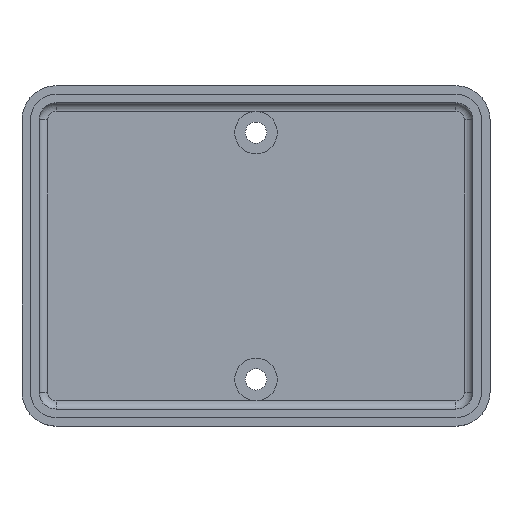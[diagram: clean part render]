
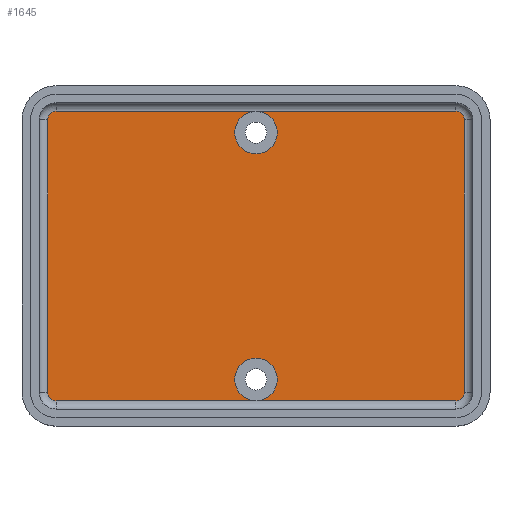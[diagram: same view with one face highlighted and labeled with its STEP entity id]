
A CAD part, top view. The second image highlights one B-rep face of the part: STEP entity #1645.
In plain terms, the highlighted planar face has unit normal (0, 0, 1).
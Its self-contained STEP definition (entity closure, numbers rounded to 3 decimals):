
#1306 = VERTEX_POINT('',#1307);
#1307 = CARTESIAN_POINT('',(-23.5,-17.,-4.6));
#1316 = VERTEX_POINT('',#1317);
#1317 = CARTESIAN_POINT('',(-24.5,-16.,-4.6));
#1324 = EDGE_CURVE('',#1306,#1316,#1325,.T.);
#1325 = CIRCLE('',#1326,1.);
#1326 = AXIS2_PLACEMENT_3D('',#1327,#1328,#1329);
#1327 = CARTESIAN_POINT('',(-23.5,-16.,-4.6));
#1328 = DIRECTION('',(-0.,0.,-1.));
#1329 = DIRECTION('',(0.,-1.,0.));
#1340 = VERTEX_POINT('',#1341);
#1341 = CARTESIAN_POINT('',(23.5,-17.,-4.6));
#1348 = EDGE_CURVE('',#1340,#1349,#1351,.T.);
#1349 = VERTEX_POINT('',#1350);
#1350 = CARTESIAN_POINT('',(0.,-17.,-4.6));
#1351 = LINE('',#1352,#1353);
#1352 = CARTESIAN_POINT('',(23.5,-17.,-4.6));
#1353 = VECTOR('',#1354,1.);
#1354 = DIRECTION('',(-1.,-0.,-0.));
#1356 = EDGE_CURVE('',#1349,#1306,#1357,.T.);
#1357 = LINE('',#1358,#1359);
#1358 = CARTESIAN_POINT('',(23.5,-17.,-4.6));
#1359 = VECTOR('',#1360,1.);
#1360 = DIRECTION('',(-1.,-0.,-0.));
#1373 = VERTEX_POINT('',#1374);
#1374 = CARTESIAN_POINT('',(24.5,-16.,-4.6));
#1383 = EDGE_CURVE('',#1373,#1340,#1384,.T.);
#1384 = CIRCLE('',#1385,1.);
#1385 = AXIS2_PLACEMENT_3D('',#1386,#1387,#1388);
#1386 = CARTESIAN_POINT('',(23.5,-16.,-4.6));
#1387 = DIRECTION('',(0.,0.,-1.));
#1388 = DIRECTION('',(1.,0.,0.));
#1399 = VERTEX_POINT('',#1400);
#1400 = CARTESIAN_POINT('',(24.5,16.,-4.6));
#1407 = EDGE_CURVE('',#1399,#1373,#1408,.T.);
#1408 = LINE('',#1409,#1410);
#1409 = CARTESIAN_POINT('',(24.5,16.,-4.6));
#1410 = VECTOR('',#1411,1.);
#1411 = DIRECTION('',(-0.,-1.,-0.));
#1424 = VERTEX_POINT('',#1425);
#1425 = CARTESIAN_POINT('',(23.5,17.,-4.6));
#1434 = EDGE_CURVE('',#1424,#1399,#1435,.T.);
#1435 = CIRCLE('',#1436,1.);
#1436 = AXIS2_PLACEMENT_3D('',#1437,#1438,#1439);
#1437 = CARTESIAN_POINT('',(23.5,16.,-4.6));
#1438 = DIRECTION('',(0.,0.,-1.));
#1439 = DIRECTION('',(0.,1.,0.));
#1450 = VERTEX_POINT('',#1451);
#1451 = CARTESIAN_POINT('',(-23.5,17.,-4.6));
#1458 = EDGE_CURVE('',#1450,#1459,#1461,.T.);
#1459 = VERTEX_POINT('',#1460);
#1460 = CARTESIAN_POINT('',(0.,17.,-4.6));
#1461 = LINE('',#1462,#1463);
#1462 = CARTESIAN_POINT('',(-23.5,17.,-4.6));
#1463 = VECTOR('',#1464,1.);
#1464 = DIRECTION('',(1.,0.,0.));
#1466 = EDGE_CURVE('',#1459,#1424,#1467,.T.);
#1467 = LINE('',#1468,#1469);
#1468 = CARTESIAN_POINT('',(-23.5,17.,-4.6));
#1469 = VECTOR('',#1470,1.);
#1470 = DIRECTION('',(1.,0.,0.));
#1483 = VERTEX_POINT('',#1484);
#1484 = CARTESIAN_POINT('',(-24.5,16.,-4.6));
#1493 = EDGE_CURVE('',#1483,#1450,#1494,.T.);
#1494 = CIRCLE('',#1495,1.);
#1495 = AXIS2_PLACEMENT_3D('',#1496,#1497,#1498);
#1496 = CARTESIAN_POINT('',(-23.5,16.,-4.6));
#1497 = DIRECTION('',(0.,0.,-1.));
#1498 = DIRECTION('',(-1.,0.,0.));
#1509 = EDGE_CURVE('',#1316,#1483,#1510,.T.);
#1510 = LINE('',#1511,#1512);
#1511 = CARTESIAN_POINT('',(-24.5,-16.,-4.6));
#1512 = VECTOR('',#1513,1.);
#1513 = DIRECTION('',(0.,1.,0.));
#1645 = ADVANCED_FACE('',(#1646,#1658,#1676),#1694,.T.);
#1646 = FACE_BOUND('',#1647,.T.);
#1647 = EDGE_LOOP('',(#1648,#1649,#1650,#1651,#1652,#1653,#1654,#1655,
    #1656,#1657));
#1648 = ORIENTED_EDGE('',*,*,#1509,.F.);
#1649 = ORIENTED_EDGE('',*,*,#1324,.F.);
#1650 = ORIENTED_EDGE('',*,*,#1356,.F.);
#1651 = ORIENTED_EDGE('',*,*,#1348,.F.);
#1652 = ORIENTED_EDGE('',*,*,#1383,.F.);
#1653 = ORIENTED_EDGE('',*,*,#1407,.F.);
#1654 = ORIENTED_EDGE('',*,*,#1434,.F.);
#1655 = ORIENTED_EDGE('',*,*,#1466,.F.);
#1656 = ORIENTED_EDGE('',*,*,#1458,.F.);
#1657 = ORIENTED_EDGE('',*,*,#1493,.F.);
#1658 = FACE_BOUND('',#1659,.T.);
#1659 = EDGE_LOOP('',(#1660,#1669));
#1660 = ORIENTED_EDGE('',*,*,#1661,.F.);
#1661 = EDGE_CURVE('',#1349,#1662,#1664,.T.);
#1662 = VERTEX_POINT('',#1663);
#1663 = CARTESIAN_POINT('',(2.5,-14.5,-4.6));
#1664 = CIRCLE('',#1665,2.5);
#1665 = AXIS2_PLACEMENT_3D('',#1666,#1667,#1668);
#1666 = CARTESIAN_POINT('',(0.,-14.5,-4.6));
#1667 = DIRECTION('',(0.,0.,1.));
#1668 = DIRECTION('',(1.,0.,0.));
#1669 = ORIENTED_EDGE('',*,*,#1670,.F.);
#1670 = EDGE_CURVE('',#1662,#1349,#1671,.T.);
#1671 = CIRCLE('',#1672,2.5);
#1672 = AXIS2_PLACEMENT_3D('',#1673,#1674,#1675);
#1673 = CARTESIAN_POINT('',(0.,-14.5,-4.6));
#1674 = DIRECTION('',(0.,0.,1.));
#1675 = DIRECTION('',(1.,0.,0.));
#1676 = FACE_BOUND('',#1677,.T.);
#1677 = EDGE_LOOP('',(#1678,#1687));
#1678 = ORIENTED_EDGE('',*,*,#1679,.F.);
#1679 = EDGE_CURVE('',#1459,#1680,#1682,.T.);
#1680 = VERTEX_POINT('',#1681);
#1681 = CARTESIAN_POINT('',(2.5,14.5,-4.6));
#1682 = CIRCLE('',#1683,2.5);
#1683 = AXIS2_PLACEMENT_3D('',#1684,#1685,#1686);
#1684 = CARTESIAN_POINT('',(0.,14.5,-4.6));
#1685 = DIRECTION('',(0.,0.,1.));
#1686 = DIRECTION('',(1.,0.,0.));
#1687 = ORIENTED_EDGE('',*,*,#1688,.F.);
#1688 = EDGE_CURVE('',#1680,#1459,#1689,.T.);
#1689 = CIRCLE('',#1690,2.5);
#1690 = AXIS2_PLACEMENT_3D('',#1691,#1692,#1693);
#1691 = CARTESIAN_POINT('',(0.,14.5,-4.6));
#1692 = DIRECTION('',(0.,0.,1.));
#1693 = DIRECTION('',(1.,0.,0.));
#1694 = PLANE('',#1695);
#1695 = AXIS2_PLACEMENT_3D('',#1696,#1697,#1698);
#1696 = CARTESIAN_POINT('',(-25.5,-18.,-4.6));
#1697 = DIRECTION('',(0.,0.,1.));
#1698 = DIRECTION('',(1.,0.,0.));
